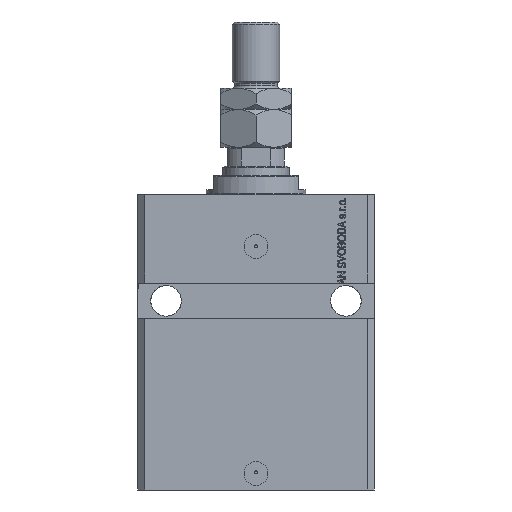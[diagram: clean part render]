
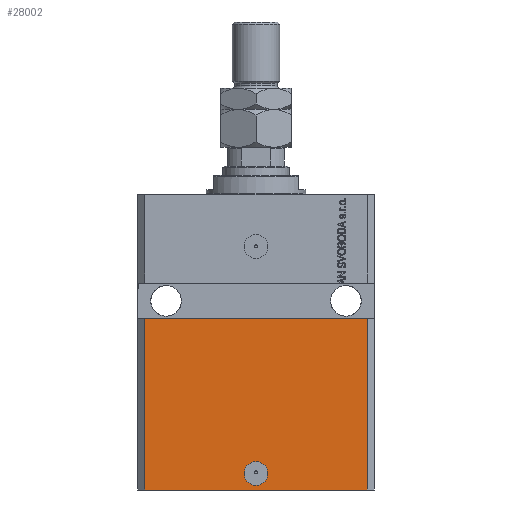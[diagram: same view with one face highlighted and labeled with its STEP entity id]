
A CAD part, front view. The second image highlights one B-rep face of the part: STEP entity #28002.
In plain terms, the highlighted planar face has unit normal (0, -1, 0).
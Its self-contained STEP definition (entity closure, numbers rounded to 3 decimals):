
#58 = VERTEX_POINT ( 'NONE', #18259 ) ;
#473 = VECTOR ( 'NONE', #32615, 1000. ) ;
#663 = DIRECTION ( 'NONE',  ( 0., -1., 0. ) ) ;
#1250 = VECTOR ( 'NONE', #25594, 1000. ) ;
#1361 = DIRECTION ( 'NONE',  ( 0., -1., 0. ) ) ;
#2703 = EDGE_CURVE ( 'NONE', #3184, #48024, #35036, .T. ) ;
#3184 = VERTEX_POINT ( 'NONE', #43568 ) ;
#5991 = CARTESIAN_POINT ( 'NONE',  ( -47., -37.5, -125. ) ) ;
#6105 = EDGE_CURVE ( 'NONE', #40149, #47900, #29671, .T. ) ;
#6824 = VERTEX_POINT ( 'NONE', #13865 ) ;
#7862 = DIRECTION ( 'NONE',  ( 1., 0., 0. ) ) ;
#8388 = FACE_BOUND ( 'NONE', #22282, .T. ) ;
#9434 = CARTESIAN_POINT ( 'NONE',  ( -50., -37.5, -52.5 ) ) ;
#11481 = ORIENTED_EDGE ( 'NONE', *, *, #6105, .F. ) ;
#12919 = DIRECTION ( 'NONE',  ( 1., 0., 0. ) ) ;
#13865 = CARTESIAN_POINT ( 'NONE',  ( -47., -37.5, -52.5 ) ) ;
#14230 = VECTOR ( 'NONE', #12919, 1000. ) ;
#15448 = ORIENTED_EDGE ( 'NONE', *, *, #43820, .T. ) ;
#16926 = ORIENTED_EDGE ( 'NONE', *, *, #2703, .T. ) ;
#17052 = EDGE_CURVE ( 'NONE', #47900, #40149, #42853, .T. ) ;
#18259 = CARTESIAN_POINT ( 'NONE',  ( -47., -37.5, -125. ) ) ;
#20068 = DIRECTION ( 'NONE',  ( 1., 0., 0. ) ) ;
#20320 = EDGE_CURVE ( 'NONE', #6824, #48024, #30673, .T. ) ;
#21743 = ORIENTED_EDGE ( 'NONE', *, *, #17052, .F. ) ;
#22282 = EDGE_LOOP ( 'NONE', ( #21743, #11481 ) ) ;
#22940 = AXIS2_PLACEMENT_3D ( 'NONE', #37490, #48943, #7862 ) ;
#24149 = ORIENTED_EDGE ( 'NONE', *, *, #36958, .F. ) ;
#24680 = EDGE_LOOP ( 'NONE', ( #26120, #24149, #15448, #16926 ) ) ;
#25594 = DIRECTION ( 'NONE',  ( 1., 0., 0. ) ) ;
#25682 = AXIS2_PLACEMENT_3D ( 'NONE', #35466, #1361, #39708 ) ;
#26120 = ORIENTED_EDGE ( 'NONE', *, *, #20320, .F. ) ;
#27543 = PLANE ( 'NONE',  #45503 ) ;
#27570 = DIRECTION ( 'NONE',  ( 0., 0., 1. ) ) ;
#28002 = ADVANCED_FACE ( 'NONE', ( #8388, #42250 ), #27543, .T. ) ;
#29341 = CARTESIAN_POINT ( 'NONE',  ( -47., -37.5, -125. ) ) ;
#29671 = CIRCLE ( 'NONE', #25682, 5. ) ;
#30013 = CARTESIAN_POINT ( 'NONE',  ( 47., -37.5, -52.5 ) ) ;
#30673 = LINE ( 'NONE', #9434, #14230 ) ;
#32018 = VECTOR ( 'NONE', #27570, 1000. ) ;
#32615 = DIRECTION ( 'NONE',  ( 0., 0., 1. ) ) ;
#35036 = LINE ( 'NONE', #46504, #32018 ) ;
#35466 = CARTESIAN_POINT ( 'NONE',  ( 0., -37.5, -118. ) ) ;
#36958 = EDGE_CURVE ( 'NONE', #58, #6824, #40102, .T. ) ;
#37490 = CARTESIAN_POINT ( 'NONE',  ( 0., -37.5, -118. ) ) ;
#39708 = DIRECTION ( 'NONE',  ( 1., 0., 0. ) ) ;
#40102 = LINE ( 'NONE', #5991, #473 ) ;
#40149 = VERTEX_POINT ( 'NONE', #48945 ) ;
#40570 = LINE ( 'NONE', #29341, #1250 ) ;
#42005 = CARTESIAN_POINT ( 'NONE',  ( -47., -37.5, -125. ) ) ;
#42250 = FACE_OUTER_BOUND ( 'NONE', #24680, .T. ) ;
#42853 = CIRCLE ( 'NONE', #22940, 5. ) ;
#43568 = CARTESIAN_POINT ( 'NONE',  ( 47., -37.5, -125. ) ) ;
#43820 = EDGE_CURVE ( 'NONE', #58, #3184, #40570, .T. ) ;
#45329 = CARTESIAN_POINT ( 'NONE',  ( 5., -37.5, -118. ) ) ;
#45503 = AXIS2_PLACEMENT_3D ( 'NONE', #42005, #663, #20068 ) ;
#46504 = CARTESIAN_POINT ( 'NONE',  ( 47., -37.5, -125. ) ) ;
#47900 = VERTEX_POINT ( 'NONE', #45329 ) ;
#48024 = VERTEX_POINT ( 'NONE', #30013 ) ;
#48943 = DIRECTION ( 'NONE',  ( 0., -1., 0. ) ) ;
#48945 = CARTESIAN_POINT ( 'NONE',  ( -5., -37.5, -118. ) ) ;
